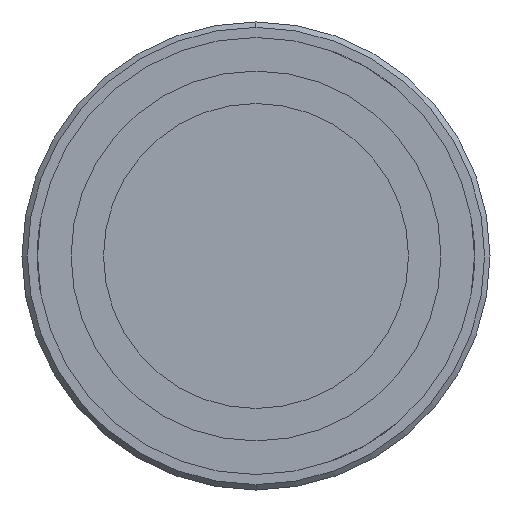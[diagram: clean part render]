
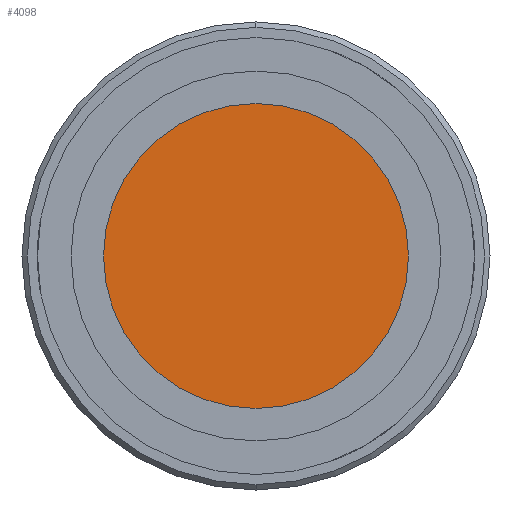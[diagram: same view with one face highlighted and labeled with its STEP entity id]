
A CAD part, left-side view. The second image highlights one B-rep face of the part: STEP entity #4098.
In plain terms, the highlighted planar face has unit normal (-1, 0, 0).
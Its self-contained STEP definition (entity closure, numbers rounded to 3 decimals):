
#206 = EDGE_LOOP ( 'NONE', ( #3657, #3658 ) ) ;
#1800 = PLANE ( 'NONE',  #2962 ) ;
#1802 = CARTESIAN_POINT ( 'NONE',  ( -4.826, 0., 0. ) ) ;
#1815 = FACE_OUTER_BOUND ( 'NONE', #206, .T. ) ;
#1817 = DIRECTION ( 'NONE',  ( 1., 0., 0. ) ) ;
#1818 = DIRECTION ( 'NONE',  ( 0., 0., -1. ) ) ;
#2649 = AXIS2_PLACEMENT_3D ( 'NONE', #3476, #3477, #3478 ) ;
#2661 = CIRCLE ( 'NONE', #2649, 14.4 ) ;
#2678 = AXIS2_PLACEMENT_3D ( 'NONE', #3389, #3390, #3391 ) ;
#2680 = CIRCLE ( 'NONE', #2678, 14.4 ) ;
#2962 = AXIS2_PLACEMENT_3D ( 'NONE', #1802, #1817, #1818 ) ;
#3389 = CARTESIAN_POINT ( 'NONE',  ( -4.826, 0., 0. ) ) ;
#3390 = DIRECTION ( 'NONE',  ( -1., 0., 0. ) ) ;
#3391 = DIRECTION ( 'NONE',  ( 0., 0., 1. ) ) ;
#3476 = CARTESIAN_POINT ( 'NONE',  ( -4.826, 0., 0. ) ) ;
#3477 = DIRECTION ( 'NONE',  ( -1., 0., 0. ) ) ;
#3478 = DIRECTION ( 'NONE',  ( 0., 0., 1. ) ) ;
#3657 = ORIENTED_EDGE ( 'NONE', *, *, #4320, .T. ) ;
#3658 = ORIENTED_EDGE ( 'NONE', *, *, #4299, .T. ) ;
#3781 = VERTEX_POINT ( 'NONE', #5212 ) ;
#3912 = VERTEX_POINT ( 'NONE', #5343 ) ;
#4098 = ADVANCED_FACE ( 'NONE', ( #1815 ), #1800, .F. ) ;
#4299 = EDGE_CURVE ( 'NONE', #3912, #3781, #2680, .T. ) ;
#4320 = EDGE_CURVE ( 'NONE', #3781, #3912, #2661, .T. ) ;
#5212 = CARTESIAN_POINT ( 'NONE',  ( -4.826, 0., 14.4 ) ) ;
#5343 = CARTESIAN_POINT ( 'NONE',  ( -4.826, 0., -14.4 ) ) ;
